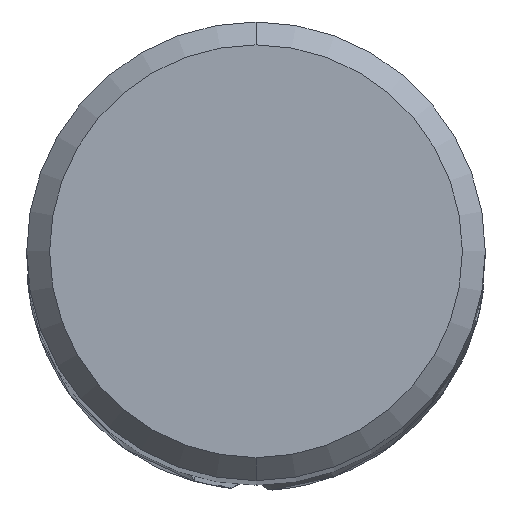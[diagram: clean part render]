
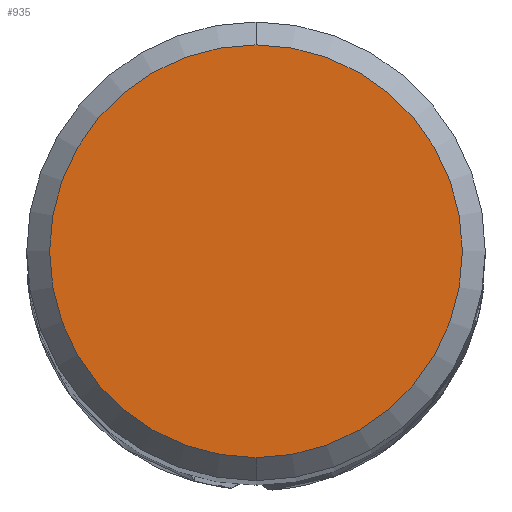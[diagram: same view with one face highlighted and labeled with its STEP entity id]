
A CAD part, top view. The second image highlights one B-rep face of the part: STEP entity #935.
In plain terms, the highlighted planar face has unit normal (0, 0, 1).
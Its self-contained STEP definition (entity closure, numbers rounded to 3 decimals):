
#853=EDGE_CURVE('',#1651,#1153,#1979,.T.);
#935=ADVANCED_FACE('',(#2068),#2069,.T.);
#991=EDGE_CURVE('',#1153,#1651,#2133,.T.);
#1153=VERTEX_POINT('',#2310);
#1651=VERTEX_POINT('',#2853);
#1979=CIRCLE('',#4774,3.6);
#2068=FACE_OUTER_BOUND('',#5487,.T.);
#2069=PLANE('',#5488);
#2133=CIRCLE('',#6095,3.6);
#2310=CARTESIAN_POINT('',(0.,-3.6,0.0));
#2853=CARTESIAN_POINT('',(0.0,3.6,0.0));
#4774=AXIS2_PLACEMENT_3D('',#11366,#11367,#11368);
#5487=EDGE_LOOP('',(#11459,#11460));
#5488=AXIS2_PLACEMENT_3D('',#11461,#11462,#11463);
#6095=AXIS2_PLACEMENT_3D('',#11531,#11532,#11533);
#11366=CARTESIAN_POINT('',(0.0,0.0,0.0));
#11367=DIRECTION('',(0.0,0.0,-1.0));
#11368=DIRECTION('',(0.0,1.0,0.0));
#11459=ORIENTED_EDGE('',*,*,#853,.F.);
#11460=ORIENTED_EDGE('',*,*,#991,.F.);
#11461=CARTESIAN_POINT('',(0.0,1.8,0.0));
#11462=DIRECTION('',(-0.0,0.0,1.0));
#11463=DIRECTION('',(0.0,-1.0,0.0));
#11531=CARTESIAN_POINT('',(0.0,0.0,0.0));
#11532=DIRECTION('',(0.0,0.0,-1.0));
#11533=DIRECTION('',(0.0,1.0,0.0));
